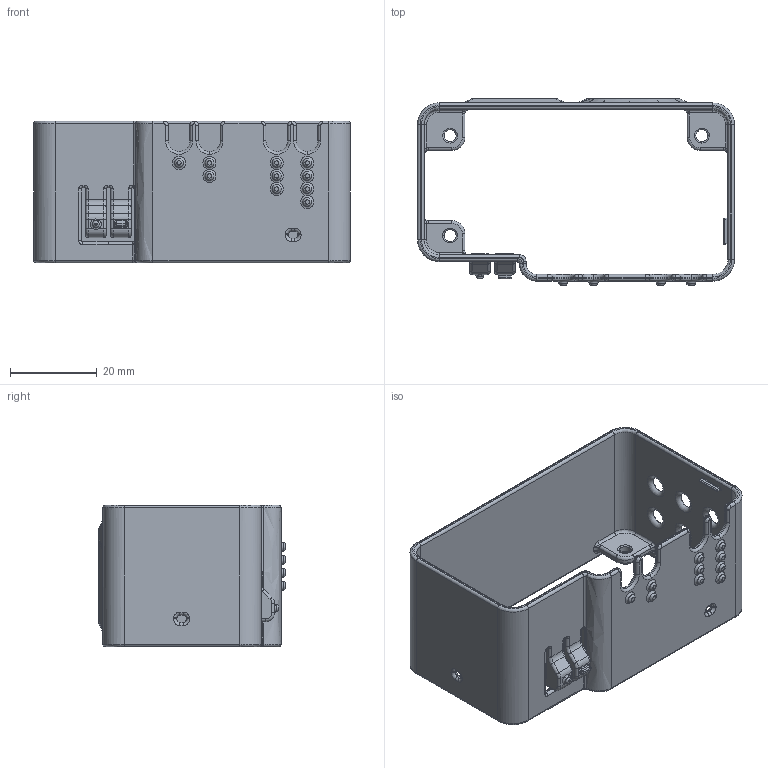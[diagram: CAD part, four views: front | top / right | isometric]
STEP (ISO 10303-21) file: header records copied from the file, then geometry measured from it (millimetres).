
FILE_DESCRIPTION(/* description */ (''),/* implementation_level */ '2;1');
FILE_NAME(/* name */ 'Case C.step',/* time_stamp */ '2023-08-14T17:34:53+01:00',/* author */ (''),/* organization */ (''),/* preprocessor_version */ 'ST-DEVELOPER v19.2',/* originating_system */ 'Autodesk Translation Framework v12.6.0.85',/* authorisation */ '');
FILE_SCHEMA (('AUTOMOTIVE_DESIGN { 1 0 10303 214 3 1 1 }'));
Length unit declared in the file: millimetre
Products named in the file (1): Case C
Bounding box: 73 x 43 x 32.6 mm (x, y, z)
Volume: 11101.7 mm3; surface area: 14675.1 mm2
Topology: 1 solids, 1 shells, 740 faces, 1700 edges, 940 vertices
Faces by surface type: cylinder 241, bspline 236, torus 120, plane 102, sphere 41
Full cylindrical faces by diameter (mm): 1.5 x1
Entity records: 27337 total; most frequent: CARTESIAN_POINT 11586, ORIENTED_EDGE 3348, DIRECTION 3221, EDGE_CURVE 1674, AXIS2_PLACEMENT_3D 1354, VERTEX_POINT 940, CIRCLE 817, EDGE_LOOP 770
